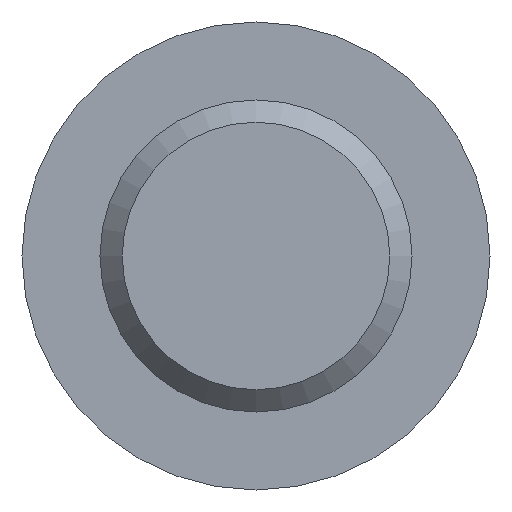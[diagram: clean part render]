
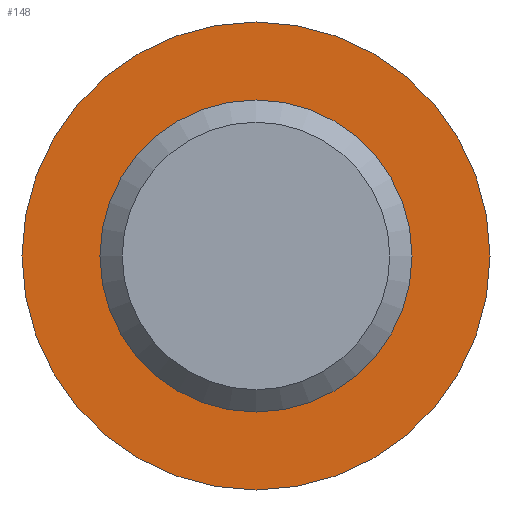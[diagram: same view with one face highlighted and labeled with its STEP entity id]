
A CAD part, front view. The second image highlights one B-rep face of the part: STEP entity #148.
In plain terms, the highlighted planar face has unit normal (0, -1, 0).
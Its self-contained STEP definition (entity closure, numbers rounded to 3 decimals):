
#11 = ORIENTED_EDGE ( 'NONE', *, *, #113, .T. ) ;
#21 = CARTESIAN_POINT ( 'NONE',  ( 0., 50., 0. ) ) ;
#40 = CARTESIAN_POINT ( 'NONE',  ( -7., 50., 0. ) ) ;
#98 = CARTESIAN_POINT ( 'NONE',  ( 0., 50., -10.5 ) ) ;
#113 = EDGE_CURVE ( 'NONE', #326, #326, #407, .T. ) ;
#141 = EDGE_LOOP ( 'NONE', ( #172 ) ) ;
#148 = ADVANCED_FACE ( 'NONE', ( #343, #440 ), #396, .F. ) ;
#161 = DIRECTION ( 'NONE',  ( 0., 0., 1. ) ) ;
#172 = ORIENTED_EDGE ( 'NONE', *, *, #310, .F. ) ;
#175 = CARTESIAN_POINT ( 'NONE',  ( 0., 50., 0. ) ) ;
#192 = DIRECTION ( 'NONE',  ( 0., -1., 0. ) ) ;
#206 = AXIS2_PLACEMENT_3D ( 'NONE', #175, #222, #476 ) ;
#217 = CIRCLE ( 'NONE', #409, 7. ) ;
#222 = DIRECTION ( 'NONE',  ( 0., -1., 0. ) ) ;
#231 = CARTESIAN_POINT ( 'NONE',  ( 0., 50., -7. ) ) ;
#310 = EDGE_CURVE ( 'NONE', #448, #448, #217, .T. ) ;
#326 = VERTEX_POINT ( 'NONE', #98 ) ;
#343 = FACE_BOUND ( 'NONE', #141, .T. ) ;
#358 = EDGE_LOOP ( 'NONE', ( #11 ) ) ;
#393 = DIRECTION ( 'NONE',  ( 0., 1., 0. ) ) ;
#396 = PLANE ( 'NONE',  #467 ) ;
#407 = CIRCLE ( 'NONE', #206, 10.5 ) ;
#409 = AXIS2_PLACEMENT_3D ( 'NONE', #21, #192, #489 ) ;
#440 = FACE_OUTER_BOUND ( 'NONE', #358, .T. ) ;
#448 = VERTEX_POINT ( 'NONE', #231 ) ;
#467 = AXIS2_PLACEMENT_3D ( 'NONE', #40, #393, #161 ) ;
#476 = DIRECTION ( 'NONE',  ( 0., 0., -1. ) ) ;
#489 = DIRECTION ( 'NONE',  ( 0., 0., -1. ) ) ;
